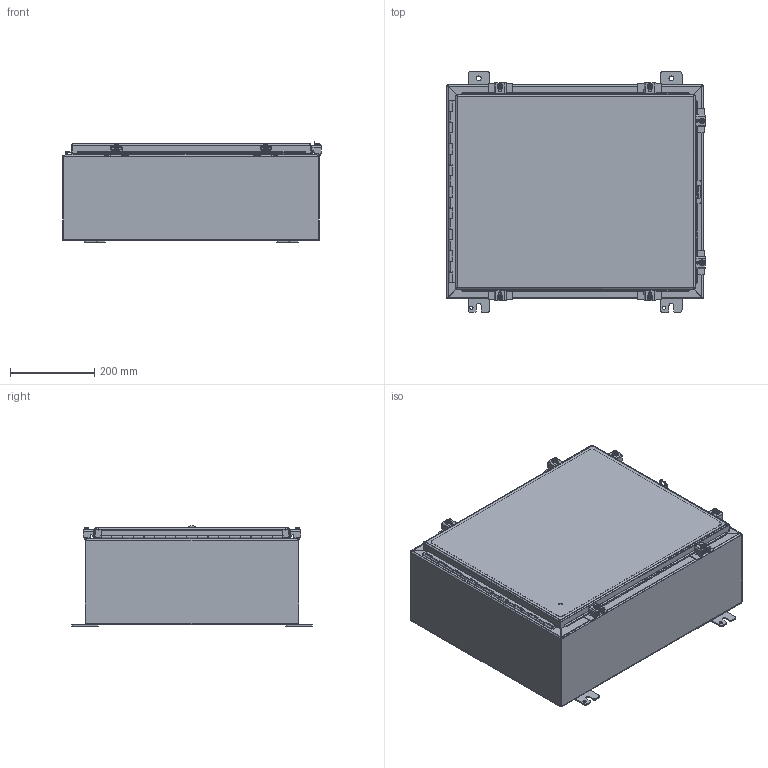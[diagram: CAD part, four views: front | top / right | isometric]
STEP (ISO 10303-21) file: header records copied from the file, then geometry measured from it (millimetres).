
FILE_DESCRIPTION(/* description */ ('MTG FT,N4 & N12,SS,316,2X2.5'),/* implementation_level */ '2;1');
FILE_NAME(/* name */ 'SSN4202408A.stp',/* time_stamp */ '2016-11-07T21:44:53+05:00',/* author */ ('vdas'),/* organization */ ('HUBBELL WIEGMANN'),/* preprocessor_version */ 'ST-DEVELOPER v16.1',/* originating_system */ 'Autodesk Inventor 2016',/* authorisation */ 'MATTHEW SUMMERS');
FILE_SCHEMA (('AUTOMOTIVE_DESIGN { 1 0 10303 214 3 1 1 }'));
Length unit declared in the file: inch
Products named in the file (19): 34839; 38415; SSN4202408ABKP; 3298; 18x22; 38846; SSN42024ALID; 32874-20T; 32874-20L; 32874-20P; 32874-20; 38859; HFW30828 & HFW30829 CLAMP; HFW30828 & HFW30829 SCREW; HFW30828 & HFW30829 WASHER; 30819; HFW30828 & HFW30829 SPRING; HFW30828; SSN4202408A
Assembly tree (34 placements, depth 3):
  SSN4202408A
    34839  x4
    38415
    SSN4202408ABKP
    3298
    18x22
    38846
    SSN42024ALID
    32874-20
      32874-20T
      32874-20L
      32874-20P
    38859  x4
    HFW30828  x6
      HFW30828 & HFW30829 CLAMP
      HFW30828 & HFW30829 SCREW
      HFW30828 & HFW30829 WASHER
      HFW30828 & HFW30829 SPRING
    30819  x6
Bounding box: 614.25 x 571.5 x 237.62 mm (x, y, z)
Volume: 2043117.5 mm3; surface area: 2569982.4 mm2
Topology: 41 solids, 137 shells, 1330 faces, 3489 edges, 2363 vertices
Faces by surface type: plane 665, cylinder 362, bspline 225, cone 66, torus 12
Full cylindrical faces by diameter (mm): 3.048 x1, 3.967 x1, 5.359 x6, 6.35 x1, 7.163 x6, 7.95 x4, 8.382 x8, 8.56 x1, 8.89 x6, 11.125 x4, 12.7 x1, 13.208 x6, 15.875 x10
Entity records: 26144 total; most frequent: CARTESIAN_POINT 10061, ORIENTED_EDGE 3180, DIRECTION 2985, EDGE_CURVE 1620, VERTEX_POINT 1042, LINE 1029, VECTOR 1029, AXIS2_PLACEMENT_3D 978
